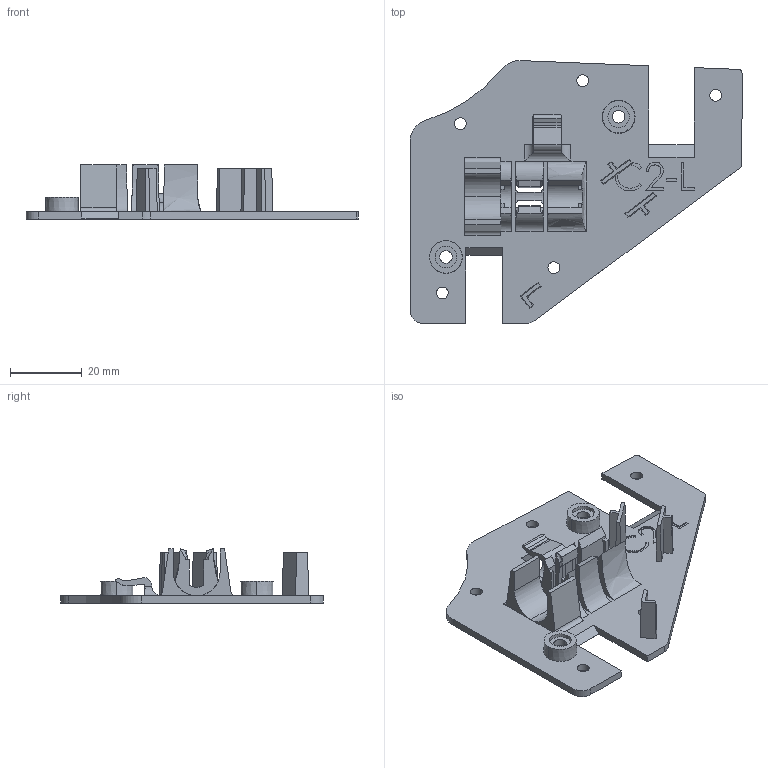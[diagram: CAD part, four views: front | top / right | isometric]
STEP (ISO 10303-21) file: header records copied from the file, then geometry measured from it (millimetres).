
FILE_DESCRIPTION (( 'STEP AP214' ), '1' );
FILE_NAME ('TopAb_L_base.STEP', '2017-08-15T07:58:27', ( '' ), ( '' ), 'SwSTEP 2.0', 'SolidWorks 2016', '' );
FILE_SCHEMA (( 'AUTOMOTIVE_DESIGN' ));
Length unit declared in the file: millimetre
Products named in the file (1): TopAb_L_base
Bounding box: 92.23 x 73.02 x 15.03 mm (x, y, z)
Volume: 12217.4 mm3; surface area: 13276.1 mm2
Topology: 1 solids, 1 shells, 263 faces, 729 edges, 481 vertices
Faces by surface type: plane 175, cylinder 53, bspline 23, cone 12
Entity records: 11420 total; most frequent: CARTESIAN_POINT 3172, ORIENTED_EDGE 1458, DIRECTION 1217, EDGE_CURVE 729, VECTOR 513, LINE 513, VERTEX_POINT 481, AXIS2_PLACEMENT_3D 352
